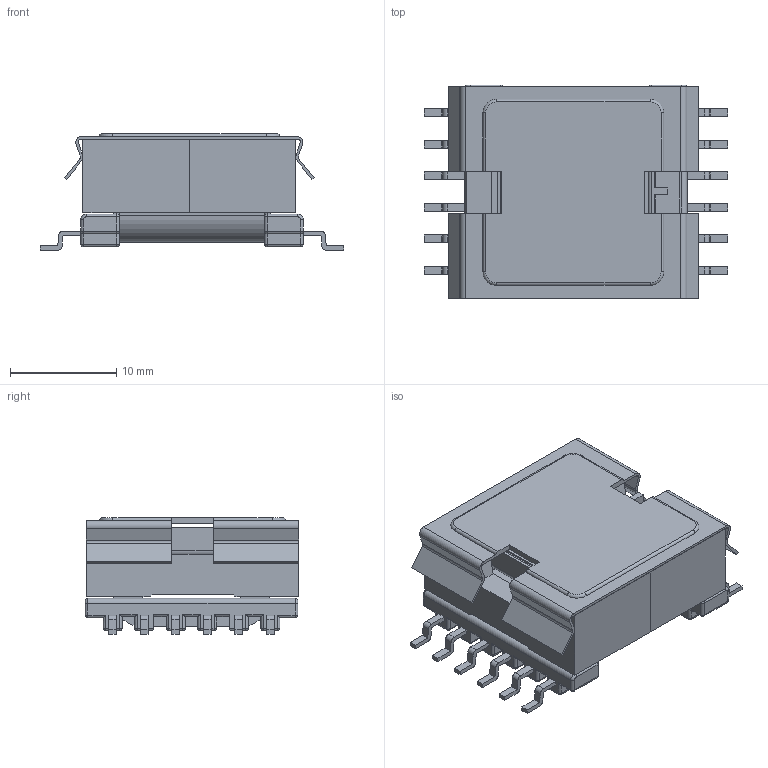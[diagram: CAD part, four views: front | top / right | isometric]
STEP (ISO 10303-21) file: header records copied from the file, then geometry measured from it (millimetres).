
FILE_DESCRIPTION(/* description */ ('Unknown'),/* implementation_level */ '2;1');
FILE_NAME(/* name */ 'T_Wurth_WE-FLYTI-EFD20_4275',/* time_stamp */ '2025-12-25T15:59:44+08:00',/* author */ ('Unknown'),/* organization */ ('Unknown'),/* preprocessor_version */ 'ST-DEVELOPER v19.4',/* originating_system */ 'Solid Edge',/* authorisation */ 'Unknown');
FILE_SCHEMA (('AUTOMOTIVE_DESIGN {1 0 10303 214 3 1 1}'));
Length unit declared in the file: millimetre
Products named in the file (2): T_Wurth_WE-FLYTI-EFD20_4275
Assembly tree (1 placements, depth 2):
  T_Wurth_WE-FLYTI-EFD20_4275
    T_Wurth_WE-FLYTI-EFD20_4275
Bounding box: 28.56 x 20.1 x 10.93 mm (x, y, z)
Volume: 3389.5 mm3; surface area: 5682.3 mm2
Topology: 5 solids, 5 shells, 563 faces, 1469 edges, 870 vertices
Faces by surface type: plane 284, cylinder 211, sphere 56, torus 12
Entity records: 19611 total; most frequent: CARTESIAN_POINT 3004, DIRECTION 2861, ORIENTED_EDGE 2826, EDGE_CURVE 1413, LINE 991, VECTOR 991, AXIS2_PLACEMENT_3D 935, VERTEX_POINT 870
